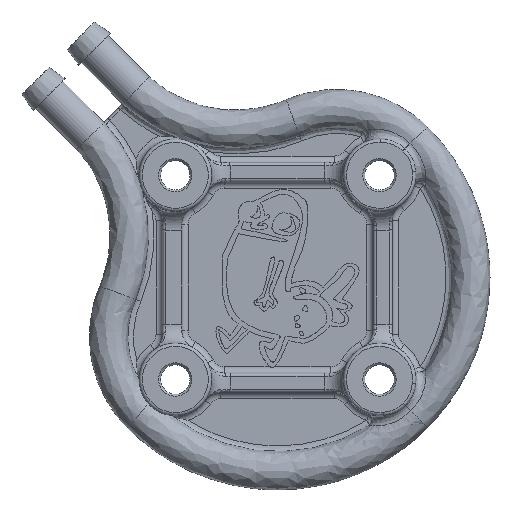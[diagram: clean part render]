
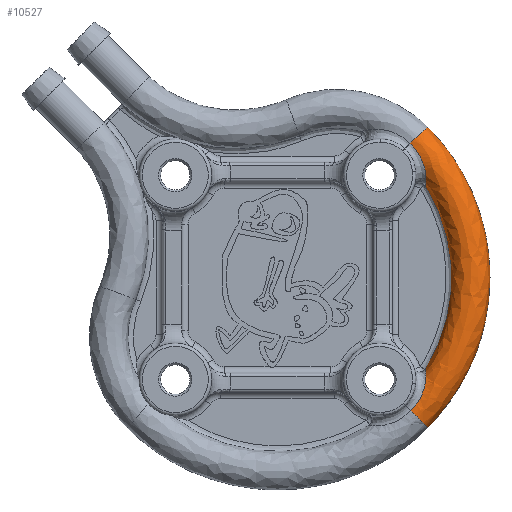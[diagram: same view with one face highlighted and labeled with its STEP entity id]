
A CAD part, top view. The second image highlights one B-rep face of the part: STEP entity #10527.
In plain terms, the highlighted free-form (B-spline) face has degree [2, 2] with [9, 5] control points.
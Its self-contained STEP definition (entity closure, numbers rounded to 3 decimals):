
#18=(
BOUNDED_SURFACE()
B_SPLINE_SURFACE(2,2,((#29185,#29186,#29187,#29188,#29189),(#29190,#29191,
#29192,#29193,#29194),(#29195,#29196,#29197,#29198,#29199),(#29200,#29201,
#29202,#29203,#29204),(#29205,#29206,#29207,#29208,#29209),(#29210,#29211,
#29212,#29213,#29214),(#29215,#29216,#29217,#29218,#29219),(#29220,#29221,
#29222,#29223,#29224),(#29225,#29226,#29227,#29228,#29229)),
 .UNSPECIFIED.,.T.,.F.,.F.)
B_SPLINE_SURFACE_WITH_KNOTS((3,2,2,2,3),(3,2,3),(-3.142,-1.571,
0.,1.571,3.142),(0.,1.571,3.142),
 .UNSPECIFIED.)
GEOMETRIC_REPRESENTATION_ITEM()
RATIONAL_B_SPLINE_SURFACE(((1.,0.707,1.,0.707,1.),
(0.707,0.5,0.707,0.5,0.707),(1.,0.707,
1.,0.707,1.),(0.707,0.5,0.707,0.5,0.707),
(1.,0.707,1.,0.707,1.),(0.707,0.5,0.707,
0.5,0.707),(1.,0.707,1.,0.707,1.),(0.707,
0.5,0.707,0.5,0.707),(1.,0.707,1.,0.707,
1.)))
REPRESENTATION_ITEM('')
SURFACE()
);
#2004=B_SPLINE_CURVE_WITH_KNOTS('',3,(#27314,#27315,#27316,#27317,#27318,
#27319,#27320,#27321,#27322),.UNSPECIFIED.,.F.,.F.,(4,1,1,1,1,1,4),(-0.953,
-0.817,-0.681,-0.545,-0.408,
-0.272,0.),.UNSPECIFIED.);
#2042=B_SPLINE_CURVE_WITH_KNOTS('',3,(#28183,#28184,#28185,#28186,#28187,
#28188,#28189,#28190),.UNSPECIFIED.,.F.,.F.,(4,1,1,1,1,4),(-0.933,
-0.666,-0.4,-0.267,-0.133,
0.),.UNSPECIFIED.);
#2078=B_SPLINE_CURVE_WITH_KNOTS('',3,(#29063,#29064,#29065,#29066,#29067,
#29068,#29069),.UNSPECIFIED.,.F.,.F.,(4,1,1,1,4),(0.,
1.497,2.996,3.745,5.243),
 .UNSPECIFIED.);
#2080=B_SPLINE_CURVE_WITH_KNOTS('',3,(#29169,#29170,#29171,#29172,#29173,
#29174,#29175,#29176,#29177,#29178,#29179,#29180,#29181,#29182,#29183,#29184),
 .UNSPECIFIED.,.F.,.F.,(4,2,2,2,2,2,2,4),(-1.134,-1.054,
-0.937,-0.819,-0.702,-0.585,
-0.469,-0.398),.UNSPECIFIED.);
#3045=FACE_OUTER_BOUND('',#3668,.T.);
#3668=EDGE_LOOP('',(#9695,#9696,#9697,#9698,#9699,#9700));
#3954=CIRCLE('',#10997,3.);
#3955=CIRCLE('',#10998,27.132);
#4802=VERTEX_POINT('',#26027);
#4900=VERTEX_POINT('',#27311);
#4901=VERTEX_POINT('',#27313);
#4953=VERTEX_POINT('',#28182);
#4998=VERTEX_POINT('',#29003);
#4999=VERTEX_POINT('',#29062);
#6394=EDGE_CURVE('',#4900,#4901,#2004,.T.);
#6503=EDGE_CURVE('',#4802,#4953,#2042,.T.);
#6596=EDGE_CURVE('',#4998,#4999,#2078,.T.);
#6601=EDGE_CURVE('',#4999,#4802,#2080,.T.);
#6602=EDGE_CURVE('',#4998,#4901,#3954,.T.);
#6603=EDGE_CURVE('',#4900,#4953,#3955,.T.);
#9695=ORIENTED_EDGE('',*,*,#6503,.F.);
#9696=ORIENTED_EDGE('',*,*,#6601,.F.);
#9697=ORIENTED_EDGE('',*,*,#6596,.F.);
#9698=ORIENTED_EDGE('',*,*,#6602,.T.);
#9699=ORIENTED_EDGE('',*,*,#6394,.F.);
#9700=ORIENTED_EDGE('',*,*,#6603,.T.);
#10527=ADVANCED_FACE('',(#3045),#18,.T.);
#10997=AXIS2_PLACEMENT_3D('',#29230,#12413,#12414);
#10998=AXIS2_PLACEMENT_3D('',#29231,#12415,#12416);
#12413=DIRECTION('center_axis',(0.668,-0.744,0.));
#12414=DIRECTION('ref_axis',(0.744,0.668,0.));
#12415=DIRECTION('center_axis',(0.,0.,-1.));
#12416=DIRECTION('ref_axis',(0.699,0.716,0.));
#26027=CARTESIAN_POINT('',(20.785,-20.785,4.009));
#27311=CARTESIAN_POINT('',(23.057,14.3,1.1));
#27313=CARTESIAN_POINT('',(20.64,20.927,4.009));
#27314=CARTESIAN_POINT('Ctrl Pts',(23.057,14.3,1.1));
#27315=CARTESIAN_POINT('Ctrl Pts',(23.057,14.3,1.441));
#27316=CARTESIAN_POINT('Ctrl Pts',(23.09,14.475,2.121));
#27317=CARTESIAN_POINT('Ctrl Pts',(23.164,15.226,2.951));
#27318=CARTESIAN_POINT('Ctrl Pts',(23.104,16.315,3.492));
#27319=CARTESIAN_POINT('Ctrl Pts',(22.823,17.54,3.793));
#27320=CARTESIAN_POINT('Ctrl Pts',(22.14,19.179,3.989));
#27321=CARTESIAN_POINT('Ctrl Pts',(21.303,20.295,4.013));
#27322=CARTESIAN_POINT('Ctrl Pts',(20.64,20.927,4.009));
#28182=CARTESIAN_POINT('',(23.057,-14.3,1.1));
#28183=CARTESIAN_POINT('Ctrl Pts',(20.785,-20.785,4.009));
#28184=CARTESIAN_POINT('Ctrl Pts',(21.419,-20.152,4.009));
#28185=CARTESIAN_POINT('Ctrl Pts',(22.483,-18.682,3.97));
#28186=CARTESIAN_POINT('Ctrl Pts',(23.099,-16.596,3.645));
#28187=CARTESIAN_POINT('Ctrl Pts',(23.161,-15.188,2.92));
#28188=CARTESIAN_POINT('Ctrl Pts',(23.09,-14.469,2.1));
#28189=CARTESIAN_POINT('Ctrl Pts',(23.057,-14.3,1.433));
#28190=CARTESIAN_POINT('Ctrl Pts',(23.057,-14.3,1.1));
#29003=CARTESIAN_POINT('',(22.993,23.038,-0.663));
#29062=CARTESIAN_POINT('',(23.016,-23.016,-0.663));
#29063=CARTESIAN_POINT('Ctrl Pts',(22.993,23.038,-0.663));
#29064=CARTESIAN_POINT('Ctrl Pts',(26.439,19.598,-0.663));
#29065=CARTESIAN_POINT('Ctrl Pts',(31.768,11.144,-0.663));
#29066=CARTESIAN_POINT('Ctrl Pts',(33.168,-1.265,-0.663));
#29067=CARTESIAN_POINT('Ctrl Pts',(30.442,-13.222,-0.663));
#29068=CARTESIAN_POINT('Ctrl Pts',(26.461,-19.57,-0.663));
#29069=CARTESIAN_POINT('Ctrl Pts',(23.016,-23.016,-0.663));
#29169=CARTESIAN_POINT('Ctrl Pts',(23.016,-23.016,-0.663));
#29170=CARTESIAN_POINT('Ctrl Pts',(23.125,-23.125,-0.449));
#29171=CARTESIAN_POINT('Ctrl Pts',(23.215,-23.215,-0.216));
#29172=CARTESIAN_POINT('Ctrl Pts',(23.38,-23.38,0.398));
#29173=CARTESIAN_POINT('Ctrl Pts',(23.427,-23.427,0.787));
#29174=CARTESIAN_POINT('Ctrl Pts',(23.412,-23.412,1.569));
#29175=CARTESIAN_POINT('Ctrl Pts',(23.351,-23.351,1.954));
#29176=CARTESIAN_POINT('Ctrl Pts',(23.128,-23.128,2.669));
#29177=CARTESIAN_POINT('Ctrl Pts',(22.968,-22.968,2.993));
#29178=CARTESIAN_POINT('Ctrl Pts',(22.571,-22.571,3.534));
#29179=CARTESIAN_POINT('Ctrl Pts',(22.337,-22.337,3.747));
#29180=CARTESIAN_POINT('Ctrl Pts',(21.825,-21.825,4.033));
#29181=CARTESIAN_POINT('Ctrl Pts',(21.551,-21.551,4.105));
#29182=CARTESIAN_POINT('Ctrl Pts',(21.11,-21.11,4.097));
#29183=CARTESIAN_POINT('Ctrl Pts',(20.945,-20.945,4.066));
#29184=CARTESIAN_POINT('Ctrl Pts',(20.785,-20.785,4.009));
#29185=CARTESIAN_POINT('Ctrl Pts',(18.954,19.413,1.1));
#29186=CARTESIAN_POINT('Ctrl Pts',(38.367,0.459,1.1));
#29187=CARTESIAN_POINT('Ctrl Pts',(19.413,-18.954,1.1));
#29188=CARTESIAN_POINT('Ctrl Pts',(0.459,-38.367,
1.1));
#29189=CARTESIAN_POINT('Ctrl Pts',(-18.954,-19.413,
1.1));
#29190=CARTESIAN_POINT('Ctrl Pts',(18.954,19.413,-1.9));
#29191=CARTESIAN_POINT('Ctrl Pts',(38.367,0.459,-1.9));
#29192=CARTESIAN_POINT('Ctrl Pts',(19.413,-18.954,-1.9));
#29193=CARTESIAN_POINT('Ctrl Pts',(0.459,-38.367,
-1.9));
#29194=CARTESIAN_POINT('Ctrl Pts',(-18.954,-19.413,
-1.9));
#29195=CARTESIAN_POINT('Ctrl Pts',(21.187,21.417,-1.9));
#29196=CARTESIAN_POINT('Ctrl Pts',(42.604,0.23,-1.9));
#29197=CARTESIAN_POINT('Ctrl Pts',(21.417,-21.187,-1.9));
#29198=CARTESIAN_POINT('Ctrl Pts',(0.23,-42.604,
-1.9));
#29199=CARTESIAN_POINT('Ctrl Pts',(-21.187,-21.417,
-1.9));
#29200=CARTESIAN_POINT('Ctrl Pts',(23.419,23.421,-1.9));
#29201=CARTESIAN_POINT('Ctrl Pts',(46.84,0.002,
-1.9));
#29202=CARTESIAN_POINT('Ctrl Pts',(23.421,-23.419,-1.9));
#29203=CARTESIAN_POINT('Ctrl Pts',(0.002,-46.84,
-1.9));
#29204=CARTESIAN_POINT('Ctrl Pts',(-23.419,-23.421,-1.9));
#29205=CARTESIAN_POINT('Ctrl Pts',(23.419,23.421,1.1));
#29206=CARTESIAN_POINT('Ctrl Pts',(46.84,0.002,
1.1));
#29207=CARTESIAN_POINT('Ctrl Pts',(23.421,-23.419,1.1));
#29208=CARTESIAN_POINT('Ctrl Pts',(0.002,-46.84,
1.1));
#29209=CARTESIAN_POINT('Ctrl Pts',(-23.419,-23.421,1.1));
#29210=CARTESIAN_POINT('Ctrl Pts',(23.419,23.421,4.1));
#29211=CARTESIAN_POINT('Ctrl Pts',(46.84,0.002,
4.1));
#29212=CARTESIAN_POINT('Ctrl Pts',(23.421,-23.419,4.1));
#29213=CARTESIAN_POINT('Ctrl Pts',(0.002,-46.84,
4.1));
#29214=CARTESIAN_POINT('Ctrl Pts',(-23.419,-23.421,4.1));
#29215=CARTESIAN_POINT('Ctrl Pts',(21.187,21.417,4.1));
#29216=CARTESIAN_POINT('Ctrl Pts',(42.604,0.23,4.1));
#29217=CARTESIAN_POINT('Ctrl Pts',(21.417,-21.187,4.1));
#29218=CARTESIAN_POINT('Ctrl Pts',(0.23,-42.604,
4.1));
#29219=CARTESIAN_POINT('Ctrl Pts',(-21.187,-21.417,
4.1));
#29220=CARTESIAN_POINT('Ctrl Pts',(18.954,19.413,4.1));
#29221=CARTESIAN_POINT('Ctrl Pts',(38.367,0.459,4.1));
#29222=CARTESIAN_POINT('Ctrl Pts',(19.413,-18.954,4.1));
#29223=CARTESIAN_POINT('Ctrl Pts',(0.459,-38.367,
4.1));
#29224=CARTESIAN_POINT('Ctrl Pts',(-18.954,-19.413,
4.1));
#29225=CARTESIAN_POINT('Ctrl Pts',(18.954,19.413,1.1));
#29226=CARTESIAN_POINT('Ctrl Pts',(38.367,0.459,1.1));
#29227=CARTESIAN_POINT('Ctrl Pts',(19.413,-18.954,1.1));
#29228=CARTESIAN_POINT('Ctrl Pts',(0.459,-38.367,
1.1));
#29229=CARTESIAN_POINT('Ctrl Pts',(-18.954,-19.413,
1.1));
#29230=CARTESIAN_POINT('Origin',(21.187,21.417,1.1));
#29231=CARTESIAN_POINT('Origin',(0.,0.,1.1));
